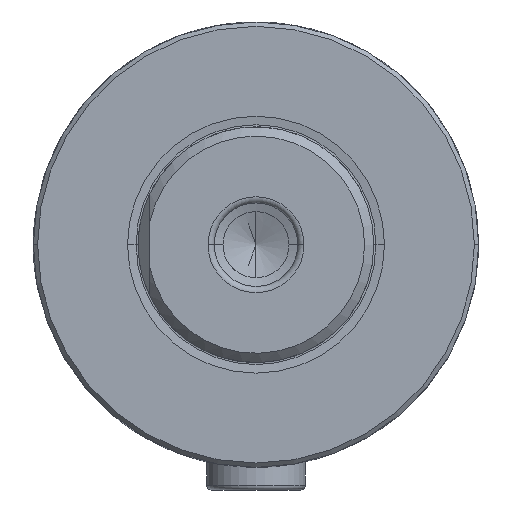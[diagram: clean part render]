
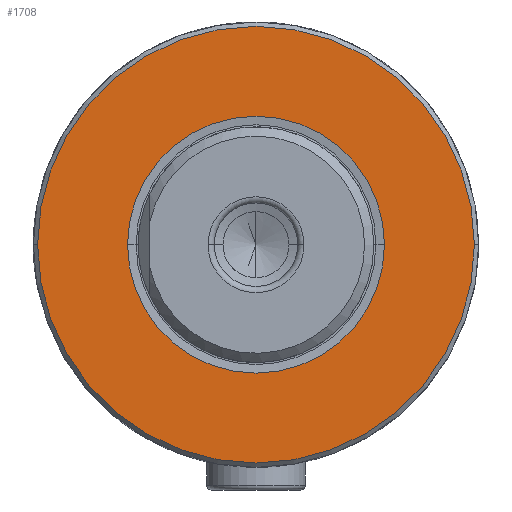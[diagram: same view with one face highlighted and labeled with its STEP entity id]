
A CAD part, left-side view. The second image highlights one B-rep face of the part: STEP entity #1708.
In plain terms, the highlighted planar face has unit normal (-1, 0, 0).
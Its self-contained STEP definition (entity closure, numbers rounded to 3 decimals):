
#1491 = CARTESIAN_POINT ( 'NONE',  ( -116., 20.765, 0. ) ) ;
#1538 = DIRECTION ( 'NONE',  ( 1., 0., 0. ) ) ;
#1616 = DIRECTION ( 'NONE',  ( 0., -1., 0. ) ) ;
#1708 = ADVANCED_FACE ( 'NONE', ( #3479, #11557 ), #19574, .T. ) ;
#2901 = ORIENTED_EDGE ( 'NONE', *, *, #17206, .F. ) ;
#2952 = ORIENTED_EDGE ( 'NONE', *, *, #13778, .T. ) ;
#3479 = FACE_BOUND ( 'NONE', #12733, .T. ) ;
#3864 = AXIS2_PLACEMENT_3D ( 'NONE', #1491, #11153, #1616 ) ;
#4761 = CIRCLE ( 'NONE', #19530, 35.3 ) ;
#4797 = VERTEX_POINT ( 'NONE', #16774 ) ;
#5948 = DIRECTION ( 'NONE',  ( 0., 1., 0. ) ) ;
#6915 = CIRCLE ( 'NONE', #8196, 20.765 ) ;
#7695 = DIRECTION ( 'NONE',  ( 1., 0., 0. ) ) ;
#8196 = AXIS2_PLACEMENT_3D ( 'NONE', #11064, #1538, #9082 ) ;
#8987 = AXIS2_PLACEMENT_3D ( 'NONE', #24268, #10010, #26108 ) ;
#9082 = DIRECTION ( 'NONE',  ( 0., 1., 0. ) ) ;
#9674 = CARTESIAN_POINT ( 'NONE',  ( -116., 0., 0. ) ) ;
#10010 = DIRECTION ( 'NONE',  ( 1., 0., 0. ) ) ;
#10374 = ORIENTED_EDGE ( 'NONE', *, *, #15724, .F. ) ;
#11064 = CARTESIAN_POINT ( 'NONE',  ( -116., 0., 0. ) ) ;
#11153 = DIRECTION ( 'NONE',  ( -1., 0., 0. ) ) ;
#11557 = FACE_OUTER_BOUND ( 'NONE', #19378, .T. ) ;
#12733 = EDGE_LOOP ( 'NONE', ( #25336, #2952 ) ) ;
#13041 = CIRCLE ( 'NONE', #16410, 20.765 ) ;
#13778 = EDGE_CURVE ( 'NONE', #21397, #4797, #13041, .T. ) ;
#13870 = CARTESIAN_POINT ( 'NONE',  ( -116., 35.3, 0. ) ) ;
#14932 = CARTESIAN_POINT ( 'NONE',  ( -116., -35.3, 0. ) ) ;
#15724 = EDGE_CURVE ( 'NONE', #19409, #24715, #23311, .T. ) ;
#16410 = AXIS2_PLACEMENT_3D ( 'NONE', #9674, #7695, #5948 ) ;
#16423 = DIRECTION ( 'NONE',  ( 1., 0., 0. ) ) ;
#16594 = CARTESIAN_POINT ( 'NONE',  ( -116., 20.765, 0. ) ) ;
#16686 = DIRECTION ( 'NONE',  ( 0., 1., 0. ) ) ;
#16774 = CARTESIAN_POINT ( 'NONE',  ( -116., -20.765, 0. ) ) ;
#17206 = EDGE_CURVE ( 'NONE', #24715, #19409, #4761, .T. ) ;
#18038 = EDGE_CURVE ( 'NONE', #4797, #21397, #6915, .T. ) ;
#19378 = EDGE_LOOP ( 'NONE', ( #2901, #10374 ) ) ;
#19409 = VERTEX_POINT ( 'NONE', #14932 ) ;
#19530 = AXIS2_PLACEMENT_3D ( 'NONE', #20263, #16423, #16686 ) ;
#19574 = PLANE ( 'NONE',  #3864 ) ;
#20263 = CARTESIAN_POINT ( 'NONE',  ( -116., 0., 0. ) ) ;
#21397 = VERTEX_POINT ( 'NONE', #16594 ) ;
#23311 = CIRCLE ( 'NONE', #8987, 35.3 ) ;
#24268 = CARTESIAN_POINT ( 'NONE',  ( -116., 0., 0. ) ) ;
#24715 = VERTEX_POINT ( 'NONE', #13870 ) ;
#25336 = ORIENTED_EDGE ( 'NONE', *, *, #18038, .T. ) ;
#26108 = DIRECTION ( 'NONE',  ( 0., 1., 0. ) ) ;
